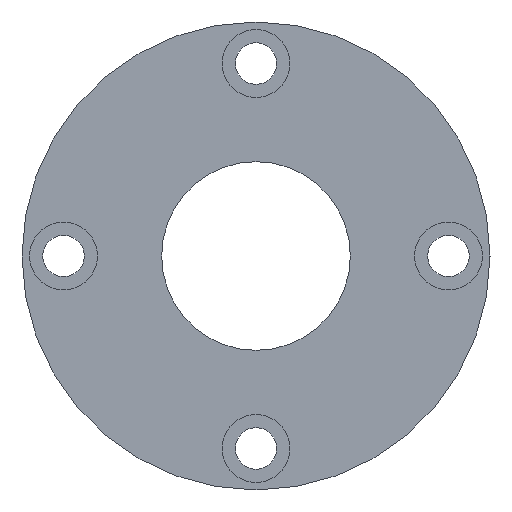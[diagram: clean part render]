
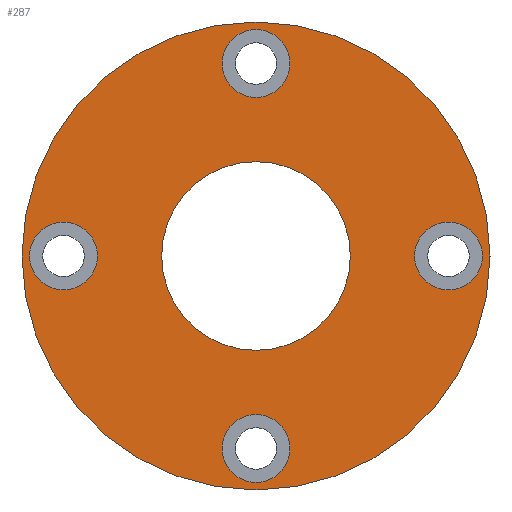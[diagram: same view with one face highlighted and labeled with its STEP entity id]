
A CAD part, left-side view. The second image highlights one B-rep face of the part: STEP entity #287.
In plain terms, the highlighted planar face has unit normal (-1, 0, 0).
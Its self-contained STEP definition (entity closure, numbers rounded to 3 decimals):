
#14 = AXIS2_PLACEMENT_3D ( 'NONE', #711, #829, #828 ) ;
#16 = AXIS2_PLACEMENT_3D ( 'NONE', #156, #154, #153 ) ;
#18 = AXIS2_PLACEMENT_3D ( 'NONE', #172, #169, #168 ) ;
#47 = EDGE_CURVE ( 'NONE', #249, #263, #380, .T. ) ;
#51 = EDGE_CURVE ( 'NONE', #199, #277, #387, .T. ) ;
#59 = EDGE_CURVE ( 'NONE', #221, #171, #399, .T. ) ;
#67 = EDGE_CURVE ( 'NONE', #258, #170, #411, .T. ) ;
#75 = EDGE_CURVE ( 'NONE', #273, #211, #424, .T. ) ;
#87 = EDGE_LOOP ( 'NONE', ( #98, #130 ) ) ;
#97 = ORIENTED_EDGE ( 'NONE', *, *, #1057, .F. ) ;
#98 = ORIENTED_EDGE ( 'NONE', *, *, #1058, .F. ) ;
#100 = EDGE_LOOP ( 'NONE', ( #97, #1105 ) ) ;
#101 = EDGE_LOOP ( 'NONE', ( #1104, #1103 ) ) ;
#120 = EDGE_LOOP ( 'NONE', ( #123, #122 ) ) ;
#122 = ORIENTED_EDGE ( 'NONE', *, *, #51, .F. ) ;
#123 = ORIENTED_EDGE ( 'NONE', *, *, #1059, .F. ) ;
#130 = ORIENTED_EDGE ( 'NONE', *, *, #47, .F. ) ;
#139 = EDGE_LOOP ( 'NONE', ( #1108, #1107 ) ) ;
#147 = EDGE_LOOP ( 'NONE', ( #1106, #1102 ) ) ;
#153 = DIRECTION ( 'NONE',  ( 0., 0., 1. ) ) ;
#154 = DIRECTION ( 'NONE',  ( -1., 0., 0. ) ) ;
#156 = CARTESIAN_POINT ( 'NONE',  ( 0., -25.5, 0. ) ) ;
#168 = DIRECTION ( 'NONE',  ( 0., 0., 1. ) ) ;
#169 = DIRECTION ( 'NONE',  ( -1., 0., 0. ) ) ;
#170 = VERTEX_POINT ( 'NONE', #865 ) ;
#171 = VERTEX_POINT ( 'NONE', #622 ) ;
#172 = CARTESIAN_POINT ( 'NONE',  ( 0., 0., 25.5 ) ) ;
#199 = VERTEX_POINT ( 'NONE', #854 ) ;
#207 = VERTEX_POINT ( 'NONE', #663 ) ;
#211 = VERTEX_POINT ( 'NONE', #613 ) ;
#221 = VERTEX_POINT ( 'NONE', #827 ) ;
#232 = VERTEX_POINT ( 'NONE', #780 ) ;
#249 = VERTEX_POINT ( 'NONE', #842 ) ;
#258 = VERTEX_POINT ( 'NONE', #845 ) ;
#263 = VERTEX_POINT ( 'NONE', #821 ) ;
#273 = VERTEX_POINT ( 'NONE', #719 ) ;
#277 = VERTEX_POINT ( 'NONE', #716 ) ;
#287 = ADVANCED_FACE ( 'NONE', ( #429, #440, #442, #444, #437, #435 ), #708, .F. ) ;
#380 = CIRCLE ( 'NONE', #18, 4.5 ) ;
#387 = CIRCLE ( 'NONE', #16, 4.5 ) ;
#399 = CIRCLE ( 'NONE', #14, 4.5 ) ;
#411 = CIRCLE ( 'NONE', #953, 4.5 ) ;
#424 = CIRCLE ( 'NONE', #950, 31. ) ;
#429 = FACE_BOUND ( 'NONE', #87, .T. ) ;
#435 = FACE_OUTER_BOUND ( 'NONE', #147, .T. ) ;
#437 = FACE_BOUND ( 'NONE', #139, .T. ) ;
#440 = FACE_BOUND ( 'NONE', #120, .T. ) ;
#442 = FACE_BOUND ( 'NONE', #100, .T. ) ;
#444 = FACE_BOUND ( 'NONE', #101, .T. ) ;
#504 = CIRCLE ( 'NONE', #915, 31. ) ;
#505 = CIRCLE ( 'NONE', #916, 12.5 ) ;
#506 = CIRCLE ( 'NONE', #944, 4.5 ) ;
#507 = CIRCLE ( 'NONE', #913, 4.5 ) ;
#508 = CIRCLE ( 'NONE', #912, 4.5 ) ;
#509 = CIRCLE ( 'NONE', #911, 4.5 ) ;
#520 = CIRCLE ( 'NONE', #876, 12.5 ) ;
#577 = DIRECTION ( 'NONE',  ( 0., 0., 1. ) ) ;
#578 = DIRECTION ( 'NONE',  ( 0., 0., 1. ) ) ;
#586 = CARTESIAN_POINT ( 'NONE',  ( 0., 0., -25.5 ) ) ;
#609 = DIRECTION ( 'NONE',  ( -1., 0., 0. ) ) ;
#612 = DIRECTION ( 'NONE',  ( -1., 0., 0. ) ) ;
#613 = CARTESIAN_POINT ( 'NONE',  ( 0., 0., -31. ) ) ;
#622 = CARTESIAN_POINT ( 'NONE',  ( 0., 0., -21. ) ) ;
#638 = DIRECTION ( 'NONE',  ( 0., 0., 1. ) ) ;
#640 = DIRECTION ( 'NONE',  ( 0., 0., 1. ) ) ;
#663 = CARTESIAN_POINT ( 'NONE',  ( 0., 0., 12.5 ) ) ;
#689 = DIRECTION ( 'NONE',  ( 0., 0., -1. ) ) ;
#690 = DIRECTION ( 'NONE',  ( 1., 0., 0. ) ) ;
#708 = PLANE ( 'NONE',  #940 ) ;
#711 = CARTESIAN_POINT ( 'NONE',  ( 0., 0., -25.5 ) ) ;
#712 = CARTESIAN_POINT ( 'NONE',  ( 0., 12.5, 0. ) ) ;
#716 = CARTESIAN_POINT ( 'NONE',  ( 0., -25.5, 4.5 ) ) ;
#719 = CARTESIAN_POINT ( 'NONE',  ( 0., 0., 31. ) ) ;
#739 = DIRECTION ( 'NONE',  ( 0., 0., 1. ) ) ;
#756 = CARTESIAN_POINT ( 'NONE',  ( 0., 0., 0. ) ) ;
#758 = CARTESIAN_POINT ( 'NONE',  ( 0., 25.5, 0. ) ) ;
#760 = CARTESIAN_POINT ( 'NONE',  ( 0., 0., 0. ) ) ;
#765 = DIRECTION ( 'NONE',  ( -1., 0., 0. ) ) ;
#766 = DIRECTION ( 'NONE',  ( -1., 0., 0. ) ) ;
#767 = CARTESIAN_POINT ( 'NONE',  ( 0., 0., 25.5 ) ) ;
#769 = DIRECTION ( 'NONE',  ( -1., 0., 0. ) ) ;
#770 = DIRECTION ( 'NONE',  ( -1., 0., 0. ) ) ;
#771 = DIRECTION ( 'NONE',  ( 0., 0., 1. ) ) ;
#772 = CARTESIAN_POINT ( 'NONE',  ( 0., -25.5, 0. ) ) ;
#775 = DIRECTION ( 'NONE',  ( -1., 0., 0. ) ) ;
#776 = DIRECTION ( 'NONE',  ( 0., 0., 1. ) ) ;
#780 = CARTESIAN_POINT ( 'NONE',  ( 0., 0., -12.5 ) ) ;
#783 = CARTESIAN_POINT ( 'NONE',  ( 0., 25.5, 0. ) ) ;
#785 = CARTESIAN_POINT ( 'NONE',  ( 0., 0., 0. ) ) ;
#795 = DIRECTION ( 'NONE',  ( -1., 0., 0. ) ) ;
#809 = CARTESIAN_POINT ( 'NONE',  ( 0., 0., 0. ) ) ;
#815 = DIRECTION ( 'NONE',  ( 0., 0., 1. ) ) ;
#818 = DIRECTION ( 'NONE',  ( -1., 0., 0. ) ) ;
#821 = CARTESIAN_POINT ( 'NONE',  ( 0., 0., 30. ) ) ;
#824 = DIRECTION ( 'NONE',  ( 0., 0., 1. ) ) ;
#827 = CARTESIAN_POINT ( 'NONE',  ( 0., 0., -30. ) ) ;
#828 = DIRECTION ( 'NONE',  ( 0., 0., 1. ) ) ;
#829 = DIRECTION ( 'NONE',  ( -1., 0., 0. ) ) ;
#842 = CARTESIAN_POINT ( 'NONE',  ( 0., 0., 21. ) ) ;
#845 = CARTESIAN_POINT ( 'NONE',  ( 0., 25.5, -4.5 ) ) ;
#854 = CARTESIAN_POINT ( 'NONE',  ( 0., -25.5, -4.5 ) ) ;
#865 = CARTESIAN_POINT ( 'NONE',  ( 0., 25.5, 4.5 ) ) ;
#876 = AXIS2_PLACEMENT_3D ( 'NONE', #809, #818, #824 ) ;
#911 = AXIS2_PLACEMENT_3D ( 'NONE', #772, #612, #638 ) ;
#912 = AXIS2_PLACEMENT_3D ( 'NONE', #767, #770, #739 ) ;
#913 = AXIS2_PLACEMENT_3D ( 'NONE', #586, #775, #776 ) ;
#915 = AXIS2_PLACEMENT_3D ( 'NONE', #760, #765, #578 ) ;
#916 = AXIS2_PLACEMENT_3D ( 'NONE', #756, #766, #640 ) ;
#940 = AXIS2_PLACEMENT_3D ( 'NONE', #712, #690, #689 ) ;
#944 = AXIS2_PLACEMENT_3D ( 'NONE', #758, #769, #771 ) ;
#950 = AXIS2_PLACEMENT_3D ( 'NONE', #785, #795, #815 ) ;
#953 = AXIS2_PLACEMENT_3D ( 'NONE', #783, #609, #577 ) ;
#1054 = EDGE_CURVE ( 'NONE', #211, #273, #504, .T. ) ;
#1055 = EDGE_CURVE ( 'NONE', #207, #232, #505, .T. ) ;
#1056 = EDGE_CURVE ( 'NONE', #170, #258, #506, .T. ) ;
#1057 = EDGE_CURVE ( 'NONE', #171, #221, #507, .T. ) ;
#1058 = EDGE_CURVE ( 'NONE', #263, #249, #508, .T. ) ;
#1059 = EDGE_CURVE ( 'NONE', #277, #199, #509, .T. ) ;
#1070 = EDGE_CURVE ( 'NONE', #232, #207, #520, .T. ) ;
#1102 = ORIENTED_EDGE ( 'NONE', *, *, #1054, .T. ) ;
#1103 = ORIENTED_EDGE ( 'NONE', *, *, #67, .F. ) ;
#1104 = ORIENTED_EDGE ( 'NONE', *, *, #1056, .F. ) ;
#1105 = ORIENTED_EDGE ( 'NONE', *, *, #59, .F. ) ;
#1106 = ORIENTED_EDGE ( 'NONE', *, *, #75, .T. ) ;
#1107 = ORIENTED_EDGE ( 'NONE', *, *, #1070, .F. ) ;
#1108 = ORIENTED_EDGE ( 'NONE', *, *, #1055, .F. ) ;
